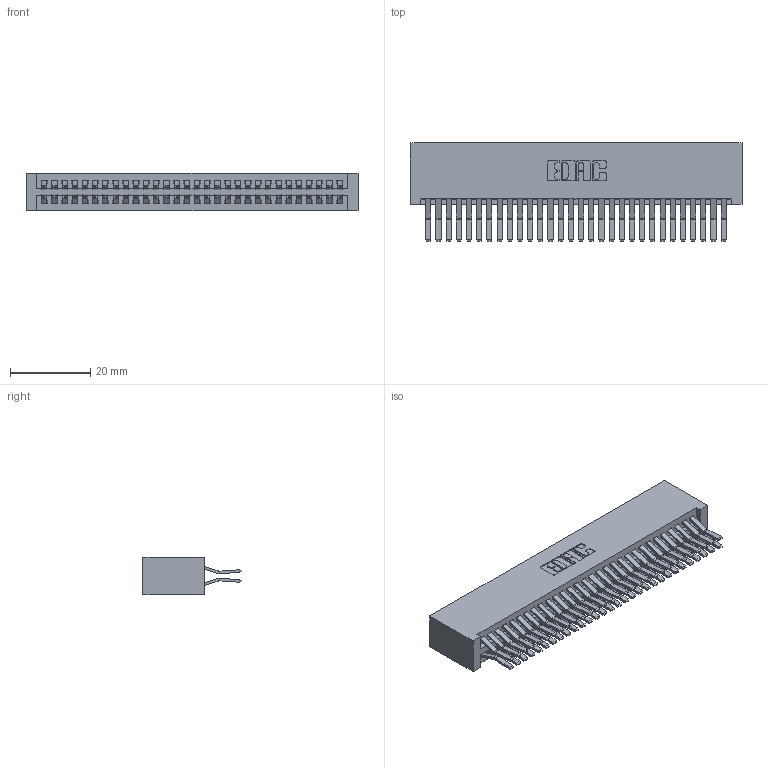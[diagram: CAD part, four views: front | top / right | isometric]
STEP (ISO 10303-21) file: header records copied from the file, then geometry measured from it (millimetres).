
FILE_DESCRIPTION (( 'STEP AP203' ), '1' );
FILE_NAME ('395-060-560-201.STEP', '2019-10-23T15:09:34', ( '' ), ( '' ), 'SwSTEP 2.0', 'SolidWorks 2016', '' );
FILE_SCHEMA (( 'CONFIG_CONTROL_DESIGN' ));
Length unit declared in the file: inch
Products named in the file (3): 345 Part_No Mounting Lugs; 345-292-001_560 Tail; 395-060-560-201
Assembly tree (61 placements, depth 2):
  395-060-560-201
    345 Part_No Mounting Lugs
    345-292-001_560 Tail  x60
Bounding box: 82.8 x 24.45 x 9.4 mm (x, y, z)
Volume: 8941.5 mm3; surface area: 14299.3 mm2
Topology: 61 solids, 61 shells, 3238 faces, 9617 edges, 6330 vertices
Faces by surface type: plane 2056, cylinder 1182
Entity records: 24965 total; most frequent: CARTESIAN_POINT 4196, ORIENTED_EDGE 4130, DIRECTION 3713, EDGE_CURVE 2065, VECTOR 1817, LINE 1817, VERTEX_POINT 1374, AXIS2_PLACEMENT_3D 948
